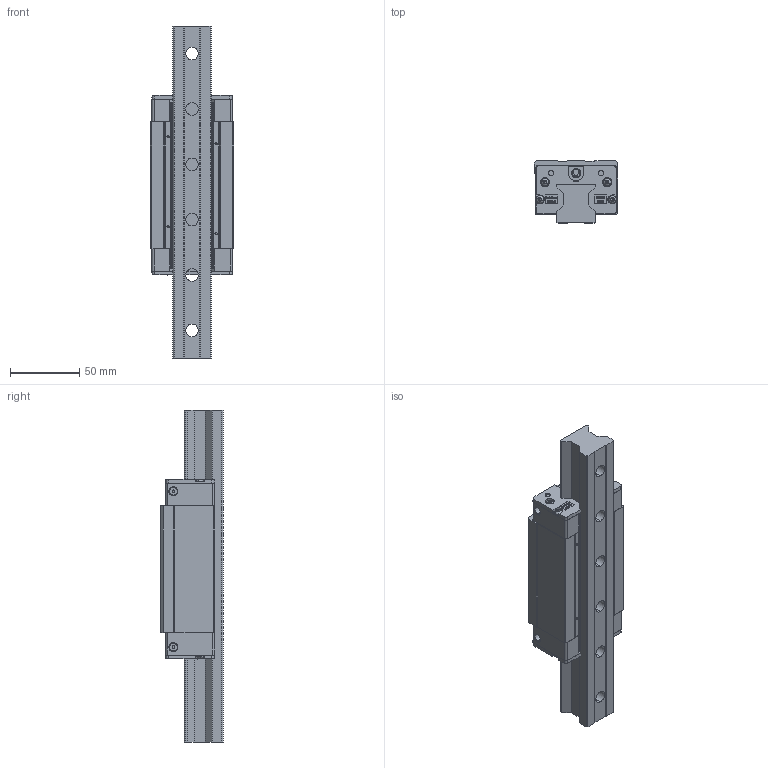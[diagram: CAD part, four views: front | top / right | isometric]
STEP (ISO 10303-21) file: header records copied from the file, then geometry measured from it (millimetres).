
FILE_DESCRIPTION (( 'STEP AP214' ), '1' );
FILE_NAME ('SBR30SLL-嫦歎辨.STEP', '2023-10-31T01:20:07', ( 'Windows 餌辨濠' ), ( '' ), 'SwSTEP 2.0', 'SolidWorks 2013', '' );
FILE_SCHEMA (( 'AUTOMOTIVE_DESIGN' ));
Length unit declared in the file: millimetre
Products named in the file (9): SBR30SLL 权己屈; SBR-30-BS-SL-CO-M1000-R00 (BOTTOM SEAL LONG); ж睡墾 堅鼠_LL; ж睡墾 Щ溯蝶_LL; SBR-30-RA-CO-M0100-R00 (RAIL); SRBOLT-M3x25L_SS400^SBR30SLL-嫦歎辨; SBR-30-ES-CO-M0400-R02 (END SEAL NBR); SBR-30-EP-CO-M0300-R00 (END PLATE); SBR30SLL-嫦歎辨
Assembly tree (18 placements, depth 3):
  SBR30SLL-嫦歎辨
    SBR-30-EP-CO-M0300-R00 (END PLATE)  x2
    SBR-30-ES-CO-M0400-R02 (END SEAL NBR)  x2
    SRBOLT-M3x25L_SS400^SBR30SLL-嫦歎辨  x8
    SBR-30-RA-CO-M0100-R00 (RAIL)
    SBR-30-BS-SL-CO-M1000-R00 (BOTTOM SEAL LONG)  x2
      ж睡墾 Щ溯蝶_LL
      ж睡墾 堅鼠_LL
    SBR30SLL 权己屈
Bounding box: 60.1 x 45.15 x 240 mm (x, y, z)
Volume: 318430.7 mm3; surface area: 108035.8 mm2
Topology: 18 solids, 50 shells, 2626 faces, 6682 edges, 4356 vertices
Faces by surface type: plane 1566, bspline 598, cylinder 314, cone 76, torus 56, sphere 16
Entity records: 56571 total; most frequent: CARTESIAN_POINT 24512, ORIENTED_EDGE 6842, DIRECTION 5394, EDGE_CURVE 3421, VECTOR 2370, LINE 2370, VERTEX_POINT 2258, AXIS2_PLACEMENT_3D 1512
